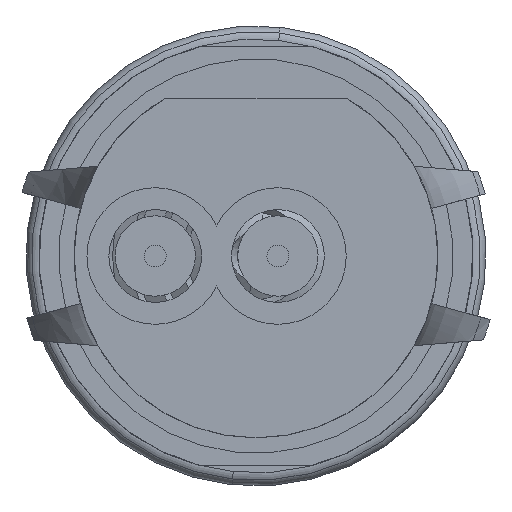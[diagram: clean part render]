
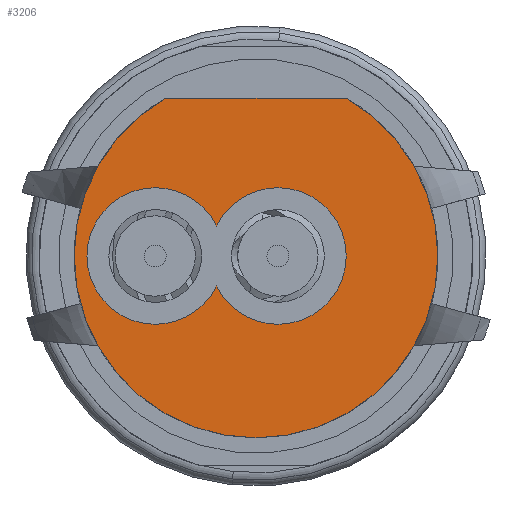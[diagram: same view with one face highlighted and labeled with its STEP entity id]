
A CAD part, front view. The second image highlights one B-rep face of the part: STEP entity #3206.
In plain terms, the highlighted planar face has unit normal (0, -1, 0).
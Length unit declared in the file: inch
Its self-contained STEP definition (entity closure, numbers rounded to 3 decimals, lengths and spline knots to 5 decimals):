
#48 = CARTESIAN_POINT ( 'NONE',  ( 0., -1.062, 0. ) ) ;
#79 = EDGE_CURVE ( 'NONE', #587, #2679, #5407, .T. ) ;
#133 = ORIENTED_EDGE ( 'NONE', *, *, #358, .F. ) ;
#355 = CIRCLE ( 'NONE', #4056, 0.0935 ) ;
#358 = EDGE_CURVE ( 'NONE', #4642, #4547, #521, .T. ) ;
#403 = CARTESIAN_POINT ( 'NONE',  ( -0.138, -1.062, -0.0935 ) ) ;
#521 = LINE ( 'NONE', #1347, #6469 ) ;
#587 = VERTEX_POINT ( 'NONE', #403 ) ;
#648 = ORIENTED_EDGE ( 'NONE', *, *, #782, .F. ) ;
#649 = EDGE_CURVE ( 'NONE', #7383, #587, #5160, .T. ) ;
#684 = EDGE_CURVE ( 'NONE', #1528, #7383, #355, .T. ) ;
#782 = EDGE_CURVE ( 'NONE', #2679, #5197, #7097, .T. ) ;
#950 = FACE_BOUND ( 'NONE', #1574, .T. ) ;
#1045 = CIRCLE ( 'NONE', #6765, 0.0935 ) ;
#1117 = CARTESIAN_POINT ( 'NONE',  ( -0.138, -1.062, 0.0935 ) ) ;
#1347 = CARTESIAN_POINT ( 'NONE',  ( -0.12387, -1.062, 0.216 ) ) ;
#1372 = ORIENTED_EDGE ( 'NONE', *, *, #79, .F. ) ;
#1429 = AXIS2_PLACEMENT_3D ( 'NONE', #4639, #4709, #4718 ) ;
#1449 = CARTESIAN_POINT ( 'NONE',  ( 0.03, -1.062, 0.0935 ) ) ;
#1514 = CARTESIAN_POINT ( 'NONE',  ( -0.12387, -1.062, 0.216 ) ) ;
#1528 = VERTEX_POINT ( 'NONE', #3227 ) ;
#1574 = EDGE_LOOP ( 'NONE', ( #6698, #6029, #5387, #648, #1372, #6399 ) ) ;
#1909 = AXIS2_PLACEMENT_3D ( 'NONE', #48, #6951, #6925 ) ;
#2182 = CARTESIAN_POINT ( 'NONE',  ( -0.054, -1.062, -0.04106 ) ) ;
#2358 = DIRECTION ( 'NONE',  ( 1., 0., 0. ) ) ;
#2679 = VERTEX_POINT ( 'NONE', #2182 ) ;
#3126 = VERTEX_POINT ( 'NONE', #1449 ) ;
#3190 = CIRCLE ( 'NONE', #6037, 0.0935 ) ;
#3206 = ADVANCED_FACE ( 'NONE', ( #3856, #950 ), #7226, .F. ) ;
#3227 = CARTESIAN_POINT ( 'NONE',  ( -0.054, -1.062, 0.04106 ) ) ;
#3270 = AXIS2_PLACEMENT_3D ( 'NONE', #4847, #4842, #4825 ) ;
#3856 = FACE_OUTER_BOUND ( 'NONE', #6987, .T. ) ;
#3883 = AXIS2_PLACEMENT_3D ( 'NONE', #6278, #6545, #6033 ) ;
#4056 = AXIS2_PLACEMENT_3D ( 'NONE', #6159, #6048, #5998 ) ;
#4170 = ORIENTED_EDGE ( 'NONE', *, *, #4708, .F. ) ;
#4246 = AXIS2_PLACEMENT_3D ( 'NONE', #6914, #6901, #6890 ) ;
#4547 = VERTEX_POINT ( 'NONE', #4930 ) ;
#4639 = CARTESIAN_POINT ( 'NONE',  ( -0.138, -1.062, 0. ) ) ;
#4642 = VERTEX_POINT ( 'NONE', #1514 ) ;
#4705 = DIRECTION ( 'NONE',  ( 0., 0., -1. ) ) ;
#4708 = EDGE_CURVE ( 'NONE', #4547, #4642, #7095, .T. ) ;
#4709 = DIRECTION ( 'NONE',  ( 0., -1., 0. ) ) ;
#4718 = DIRECTION ( 'NONE',  ( 0., 0., -1. ) ) ;
#4732 = DIRECTION ( 'NONE',  ( 0., -1., 0. ) ) ;
#4763 = CARTESIAN_POINT ( 'NONE',  ( 0.03, -1.062, 0. ) ) ;
#4825 = DIRECTION ( 'NONE',  ( 0., 0., -1. ) ) ;
#4842 = DIRECTION ( 'NONE',  ( 0., -1., 0. ) ) ;
#4847 = CARTESIAN_POINT ( 'NONE',  ( 0.03, -1.062, 0. ) ) ;
#4930 = CARTESIAN_POINT ( 'NONE',  ( 0.12387, -1.062, 0.216 ) ) ;
#5154 = DIRECTION ( 'NONE',  ( 0., 0., -1. ) ) ;
#5160 = CIRCLE ( 'NONE', #4246, 0.0935 ) ;
#5176 = DIRECTION ( 'NONE',  ( 0., -1., 0. ) ) ;
#5185 = CARTESIAN_POINT ( 'NONE',  ( 0.03, -1.062, 0. ) ) ;
#5197 = VERTEX_POINT ( 'NONE', #5523 ) ;
#5387 = ORIENTED_EDGE ( 'NONE', *, *, #5831, .F. ) ;
#5407 = CIRCLE ( 'NONE', #1429, 0.0935 ) ;
#5523 = CARTESIAN_POINT ( 'NONE',  ( 0.03, -1.062, -0.0935 ) ) ;
#5831 = EDGE_CURVE ( 'NONE', #5197, #3126, #1045, .T. ) ;
#5998 = DIRECTION ( 'NONE',  ( 0., 0., -1. ) ) ;
#6029 = ORIENTED_EDGE ( 'NONE', *, *, #6780, .F. ) ;
#6033 = DIRECTION ( 'NONE',  ( 0., 0., 1. ) ) ;
#6037 = AXIS2_PLACEMENT_3D ( 'NONE', #5185, #5176, #5154 ) ;
#6048 = DIRECTION ( 'NONE',  ( 0., -1., 0. ) ) ;
#6159 = CARTESIAN_POINT ( 'NONE',  ( -0.138, -1.062, 0. ) ) ;
#6278 = CARTESIAN_POINT ( 'NONE',  ( 0., -1.062, 0. ) ) ;
#6399 = ORIENTED_EDGE ( 'NONE', *, *, #649, .F. ) ;
#6469 = VECTOR ( 'NONE', #2358, 39.37008 ) ;
#6545 = DIRECTION ( 'NONE',  ( 0., 1., 0. ) ) ;
#6698 = ORIENTED_EDGE ( 'NONE', *, *, #684, .F. ) ;
#6765 = AXIS2_PLACEMENT_3D ( 'NONE', #4763, #4732, #4705 ) ;
#6780 = EDGE_CURVE ( 'NONE', #3126, #1528, #3190, .T. ) ;
#6890 = DIRECTION ( 'NONE',  ( 0., 0., -1. ) ) ;
#6901 = DIRECTION ( 'NONE',  ( 0., -1., 0. ) ) ;
#6914 = CARTESIAN_POINT ( 'NONE',  ( -0.138, -1.062, 0. ) ) ;
#6925 = DIRECTION ( 'NONE',  ( 0., 0., 1. ) ) ;
#6951 = DIRECTION ( 'NONE',  ( 0., 1., 0. ) ) ;
#6987 = EDGE_LOOP ( 'NONE', ( #133, #4170 ) ) ;
#7095 = CIRCLE ( 'NONE', #3883, 0.249 ) ;
#7097 = CIRCLE ( 'NONE', #3270, 0.0935 ) ;
#7226 = PLANE ( 'NONE',  #1909 ) ;
#7383 = VERTEX_POINT ( 'NONE', #1117 ) ;
